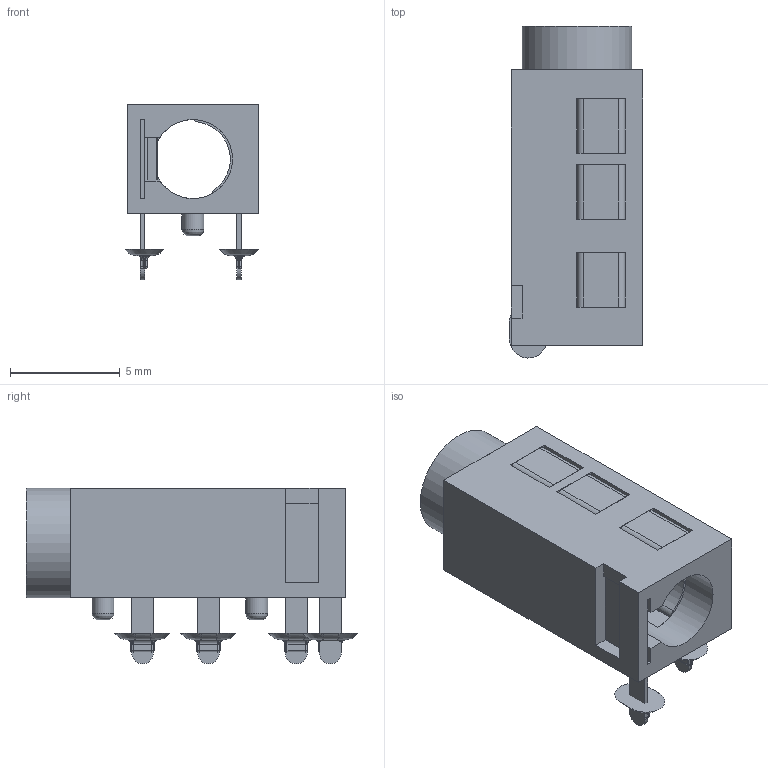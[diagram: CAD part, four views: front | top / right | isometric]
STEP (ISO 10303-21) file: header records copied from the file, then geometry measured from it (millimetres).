
FILE_DESCRIPTION(/* description */ (''),/* implementation_level */ '2;1');
FILE_NAME(/* name */ 'PJ320A Soldered.step',/* time_stamp */ '2020-09-08T20:34:06+09:00',/* author */ (''),/* organization */ (''),/* preprocessor_version */ 'ST-DEVELOPER v18.1',/* originating_system */ 'Autodesk Translation Framework v9.3.0.1241',/* authorisation */ '');
FILE_SCHEMA (('AUTOMOTIVE_DESIGN { 1 0 10303 214 3 1 1 }'));
Length unit declared in the file: millimetre
Products named in the file (1): PJ320A/MJ-4PP-9
Bounding box: 6.09 x 15.1 x 8 mm (x, y, z)
Volume: 230.9 mm3; surface area: 895.7 mm2
Topology: 9 solids, 9 shells, 335 faces, 868 edges, 535 vertices
Faces by surface type: plane 153, cylinder 99, bspline 34, torus 32, sphere 16, cone 1
Full cylindrical faces by diameter (mm): 1 x2, 3.6 x1, 5 x1
Entity records: 12069 total; most frequent: CARTESIAN_POINT 3833, ORIENTED_EDGE 1736, DIRECTION 1717, EDGE_CURVE 868, AXIS2_PLACEMENT_3D 619, VERTEX_POINT 535, LINE 479, VECTOR 479
